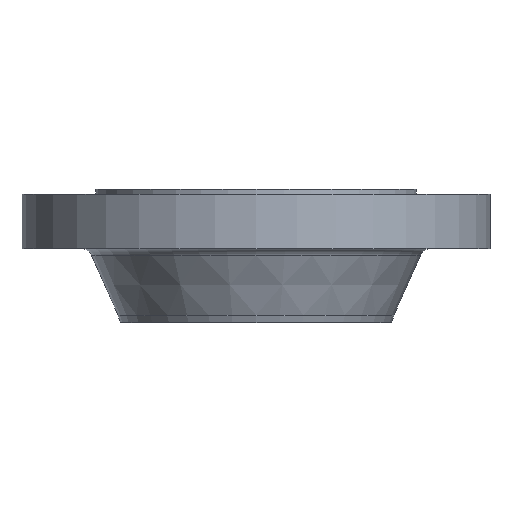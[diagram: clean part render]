
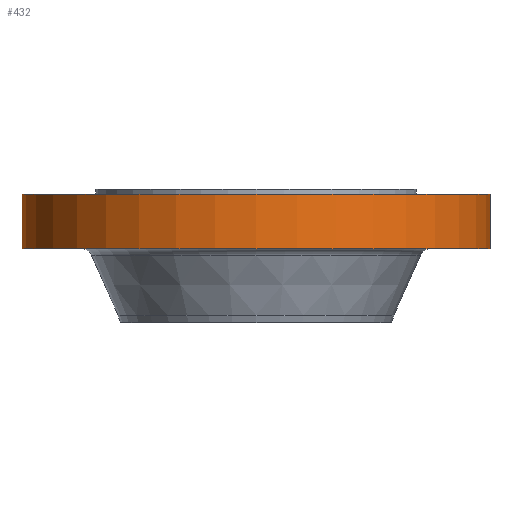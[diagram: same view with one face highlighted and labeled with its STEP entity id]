
A CAD part, front view. The second image highlights one B-rep face of the part: STEP entity #432.
In plain terms, the highlighted cylindrical face has radius 301.625 mm (diameter 603.25 mm), a partial arc.
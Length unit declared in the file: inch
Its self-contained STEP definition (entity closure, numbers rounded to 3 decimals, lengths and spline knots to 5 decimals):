
#55 = CARTESIAN_POINT ( 'NONE',  ( 11.875, 0., -3. ) ) ;
#88 = EDGE_LOOP ( 'NONE', ( #182, #1126, #1072, #341 ) ) ;
#162 = DIRECTION ( 'NONE',  ( 0., 0., 1. ) ) ;
#182 = ORIENTED_EDGE ( 'NONE', *, *, #239, .F. ) ;
#239 = EDGE_CURVE ( 'NONE', #462, #1843, #682, .T. ) ;
#261 = EDGE_CURVE ( 'NONE', #1294, #1211, #1904, .T. ) ;
#293 = DIRECTION ( 'NONE',  ( 0., 0., 1. ) ) ;
#336 = CARTESIAN_POINT ( 'NONE',  ( 11.875, 0., -0.25 ) ) ;
#341 = ORIENTED_EDGE ( 'NONE', *, *, #1998, .F. ) ;
#357 = DIRECTION ( 'NONE',  ( 0., 0., 1. ) ) ;
#429 = CARTESIAN_POINT ( 'NONE',  ( -11.875, 0., -3. ) ) ;
#432 = ADVANCED_FACE ( 'NONE', ( #831 ), #1647, .T. ) ;
#446 = VECTOR ( 'NONE', #162, 39.37008 ) ;
#462 = VERTEX_POINT ( 'NONE', #429 ) ;
#469 = EDGE_CURVE ( 'NONE', #462, #1294, #476, .T. ) ;
#476 = CIRCLE ( 'NONE', #1638, 11.875 ) ;
#485 = AXIS2_PLACEMENT_3D ( 'NONE', #1221, #293, #938 ) ;
#513 = DIRECTION ( 'NONE',  ( 0., 0., 1. ) ) ;
#612 = DIRECTION ( 'NONE',  ( 0., 0., 1. ) ) ;
#682 = LINE ( 'NONE', #1159, #446 ) ;
#768 = CARTESIAN_POINT ( 'NONE',  ( 0., 0., -3. ) ) ;
#831 = FACE_OUTER_BOUND ( 'NONE', #88, .T. ) ;
#849 = CIRCLE ( 'NONE', #485, 11.875 ) ;
#938 = DIRECTION ( 'NONE',  ( 1., 0., 0. ) ) ;
#1048 = DIRECTION ( 'NONE',  ( 1., 0., 0. ) ) ;
#1072 = ORIENTED_EDGE ( 'NONE', *, *, #261, .T. ) ;
#1126 = ORIENTED_EDGE ( 'NONE', *, *, #469, .T. ) ;
#1132 = AXIS2_PLACEMENT_3D ( 'NONE', #1454, #357, #1686 ) ;
#1159 = CARTESIAN_POINT ( 'NONE',  ( -11.875, 0., 0. ) ) ;
#1169 = VECTOR ( 'NONE', #513, 39.37008 ) ;
#1211 = VERTEX_POINT ( 'NONE', #336 ) ;
#1221 = CARTESIAN_POINT ( 'NONE',  ( 0., 0., -0.25 ) ) ;
#1294 = VERTEX_POINT ( 'NONE', #55 ) ;
#1454 = CARTESIAN_POINT ( 'NONE',  ( 0., 0., 0. ) ) ;
#1581 = CARTESIAN_POINT ( 'NONE',  ( 11.875, 0., 0. ) ) ;
#1638 = AXIS2_PLACEMENT_3D ( 'NONE', #768, #612, #1048 ) ;
#1647 = CYLINDRICAL_SURFACE ( 'NONE', #1132, 11.875 ) ;
#1686 = DIRECTION ( 'NONE',  ( 1., 0., 0. ) ) ;
#1834 = CARTESIAN_POINT ( 'NONE',  ( -11.875, 0., -0.25 ) ) ;
#1843 = VERTEX_POINT ( 'NONE', #1834 ) ;
#1904 = LINE ( 'NONE', #1581, #1169 ) ;
#1998 = EDGE_CURVE ( 'NONE', #1843, #1211, #849, .T. ) ;
